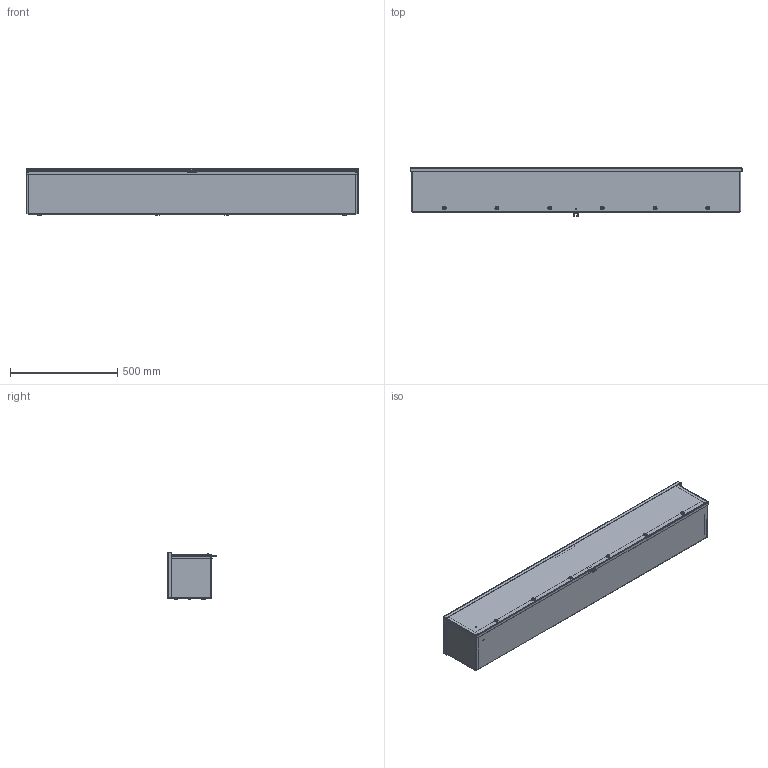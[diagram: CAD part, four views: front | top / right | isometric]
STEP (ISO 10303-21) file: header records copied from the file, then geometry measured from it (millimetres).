
FILE_DESCRIPTION (( 'STEP AP203' ), '1' );
FILE_NAME ('C3RWT860_Default.step', '2019-11-13T14:05:51', ( '' ), ( '' ), 'SwSTEP 2.0', 'SolidWorks 2019', '' );
FILE_SCHEMA (( 'CONFIG_CONTROL_DESIGN' ));
Length unit declared in the file: inch
Products named in the file (1): C3RWT860_Default
Bounding box: 1546.22 x 225.32 x 218.29 mm (x, y, z)
Volume: 2654401.7 mm3; surface area: 2929741.1 mm2
Topology: 31 solids, 31 shells, 1127 faces, 2853 edges, 1824 vertices
Faces by surface type: plane 628, cylinder 351, cone 76, bspline 60, torus 12
Entity records: 36996 total; most frequent: CARTESIAN_POINT 9613, DIRECTION 5721, ORIENTED_EDGE 5698, EDGE_CURVE 2849, AXIS2_PLACEMENT_3D 2032, VERTEX_POINT 1824, VECTOR 1657, LINE 1657
